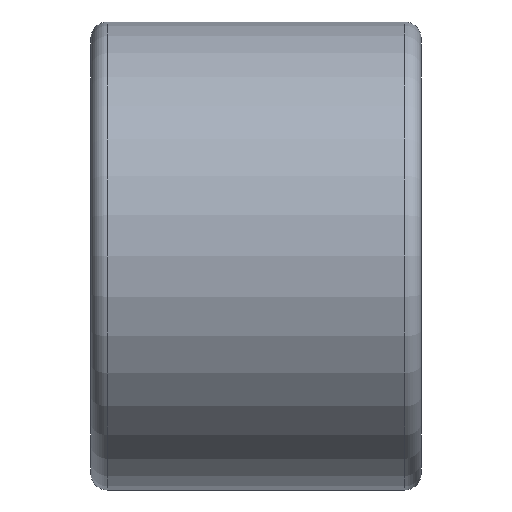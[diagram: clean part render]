
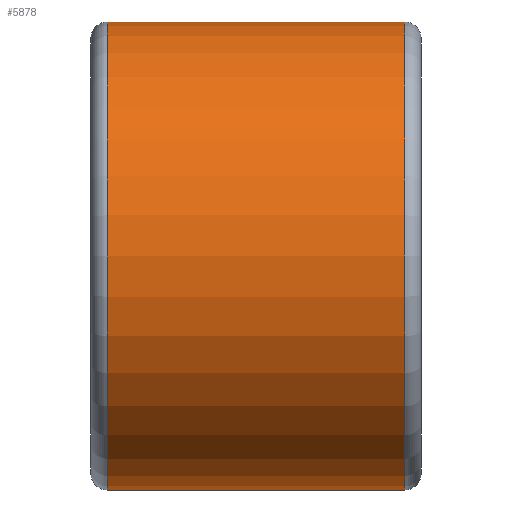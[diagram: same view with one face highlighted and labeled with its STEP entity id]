
A CAD part, front view. The second image highlights one B-rep face of the part: STEP entity #5878.
In plain terms, the highlighted cylindrical face has radius 42.5 mm (diameter 85 mm), a partial arc.
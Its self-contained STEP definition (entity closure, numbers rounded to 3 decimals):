
#272 = AXIS2_PLACEMENT_3D ( 'NONE', #5380, #2249, #5923 ) ;
#496 = CARTESIAN_POINT ( 'NONE',  ( 0., 0., -42.5 ) ) ;
#612 = CYLINDRICAL_SURFACE ( 'NONE', #6155, 42.5 ) ;
#655 = CIRCLE ( 'NONE', #2082, 42.5 ) ;
#748 = VERTEX_POINT ( 'NONE', #5973 ) ;
#816 = ORIENTED_EDGE ( 'NONE', *, *, #4093, .F. ) ;
#838 = VECTOR ( 'NONE', #4192, 1000. ) ;
#1175 = VECTOR ( 'NONE', #2041, 1000. ) ;
#1265 = CARTESIAN_POINT ( 'NONE',  ( 57., 0., 42.5 ) ) ;
#1367 = DIRECTION ( 'NONE',  ( 1., 0., 0. ) ) ;
#1817 = ORIENTED_EDGE ( 'NONE', *, *, #4352, .T. ) ;
#1885 = CARTESIAN_POINT ( 'NONE',  ( 0., 0., 0. ) ) ;
#2041 = DIRECTION ( 'NONE',  ( -1., 0., 0. ) ) ;
#2082 = AXIS2_PLACEMENT_3D ( 'NONE', #4521, #1367, #5042 ) ;
#2249 = DIRECTION ( 'NONE',  ( -1., 0., 0. ) ) ;
#2472 = VERTEX_POINT ( 'NONE', #5697 ) ;
#2587 = LINE ( 'NONE', #5177, #1175 ) ;
#3656 = LINE ( 'NONE', #496, #838 ) ;
#3895 = EDGE_CURVE ( 'NONE', #4672, #5116, #2587, .T. ) ;
#3939 = FACE_OUTER_BOUND ( 'NONE', #6749, .T. ) ;
#3995 = DIRECTION ( 'NONE',  ( 0., 0., 1. ) ) ;
#4093 = EDGE_CURVE ( 'NONE', #748, #2472, #3656, .T. ) ;
#4192 = DIRECTION ( 'NONE',  ( -1., 0., 0. ) ) ;
#4352 = EDGE_CURVE ( 'NONE', #5116, #2472, #655, .T. ) ;
#4521 = CARTESIAN_POINT ( 'NONE',  ( 3., 0., 0. ) ) ;
#4672 = VERTEX_POINT ( 'NONE', #1265 ) ;
#4678 = ORIENTED_EDGE ( 'NONE', *, *, #3895, .T. ) ;
#4996 = DIRECTION ( 'NONE',  ( -1., 0., 0. ) ) ;
#5042 = DIRECTION ( 'NONE',  ( 0., 0., -1. ) ) ;
#5116 = VERTEX_POINT ( 'NONE', #6428 ) ;
#5177 = CARTESIAN_POINT ( 'NONE',  ( 0., 0., 42.5 ) ) ;
#5380 = CARTESIAN_POINT ( 'NONE',  ( 57., 0., 0. ) ) ;
#5482 = CIRCLE ( 'NONE', #272, 42.5 ) ;
#5697 = CARTESIAN_POINT ( 'NONE',  ( 3., 0., -42.5 ) ) ;
#5719 = EDGE_CURVE ( 'NONE', #748, #4672, #5482, .T. ) ;
#5791 = ORIENTED_EDGE ( 'NONE', *, *, #5719, .T. ) ;
#5878 = ADVANCED_FACE ( 'NONE', ( #3939 ), #612, .T. ) ;
#5923 = DIRECTION ( 'NONE',  ( 0., 0., 1. ) ) ;
#5973 = CARTESIAN_POINT ( 'NONE',  ( 57., 0., -42.5 ) ) ;
#6155 = AXIS2_PLACEMENT_3D ( 'NONE', #1885, #4996, #3995 ) ;
#6428 = CARTESIAN_POINT ( 'NONE',  ( 3., 0., 42.5 ) ) ;
#6749 = EDGE_LOOP ( 'NONE', ( #816, #5791, #4678, #1817 ) ) ;
